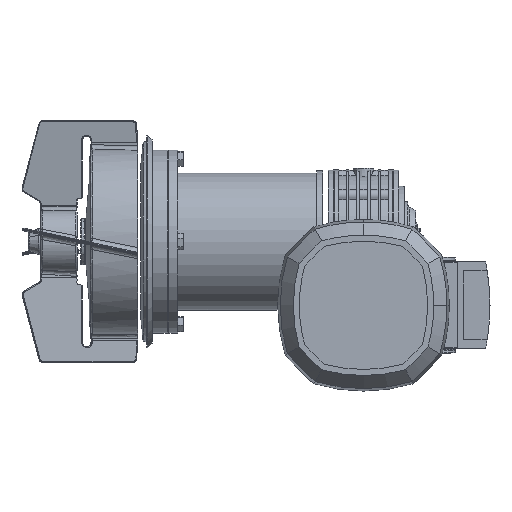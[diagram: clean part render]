
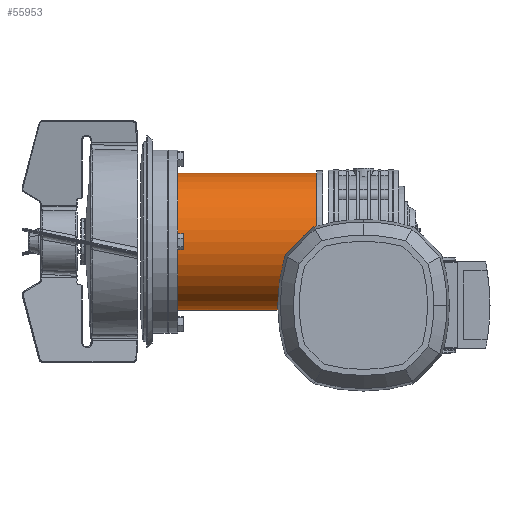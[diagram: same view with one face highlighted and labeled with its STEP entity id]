
A CAD part, left-side view. The second image highlights one B-rep face of the part: STEP entity #55953.
In plain terms, the highlighted cylindrical face has radius 77.5 mm (diameter 155 mm), a partial arc.
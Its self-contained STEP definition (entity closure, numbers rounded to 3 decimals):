
#17747 = DIRECTION ( 'NONE',  ( 0., 1., 0. ) ) ;
#17748 = VECTOR ( 'NONE', #17747, 1000. ) ;
#17749 = CARTESIAN_POINT ( 'NONE',  ( 0., -170., 77.5 ) ) ;
#17750 = LINE ( 'NONE', #17749, #17748 ) ;
#17829 = CARTESIAN_POINT ( 'NONE',  ( -2.561, -112.753, -77.458 ) ) ;
#17830 = CARTESIAN_POINT ( 'NONE',  ( -2.248, -112.439, -77.468 ) ) ;
#17831 = CARTESIAN_POINT ( 'NONE',  ( -2.073, -112.296, -77.472 ) ) ;
#17832 = CARTESIAN_POINT ( 'NONE',  ( -1.703, -112.049, -77.482 ) ) ;
#17833 = CARTESIAN_POINT ( 'NONE',  ( -1.508, -111.945, -77.486 ) ) ;
#17834 = CARTESIAN_POINT ( 'NONE',  ( -1.096, -111.774, -77.493 ) ) ;
#17835 = CARTESIAN_POINT ( 'NONE',  ( -0.88, -111.708, -77.495 ) ) ;
#17836 = CARTESIAN_POINT ( 'NONE',  ( -0.446, -111.622, -77.499 ) ) ;
#17837 = CARTESIAN_POINT ( 'NONE',  ( -0.225, -111.6, -77.5 ) ) ;
#17838 = CARTESIAN_POINT ( 'NONE',  ( 0., -111.6, -77.5 ) ) ;
#17839 = B_SPLINE_CURVE_WITH_KNOTS ( 'NONE', 3,
 ( #17838, #17837, #17836, #17835, #17834, #17833, #17832, #17831, #17830, #17829, #17940, #17939, #17938, #17937, #17936, #17935, #17934, #17933, #17932, #17931, #17930, #17929, #17928, #17927, #17926, #17925, #17924, #17923, #17922, #17921, #17920, #17919, #17918, #17917 ),
 .UNSPECIFIED., .F., .F.,
 ( 4, 2, 2, 2, 2, 2, 2, 2, 2, 2, 2, 2, 2, 2, 2, 2, 4 ),
 ( 0., 0.001, 0.001, 0.002, 0.003, 0.003, 0.004, 0.005, 0.005, 0.006, 0.007, 0.007, 0.008, 0.009, 0.009, 0.01, 0.011 ),
 .UNSPECIFIED. ) ;
#17840 = CARTESIAN_POINT ( 'NONE',  ( 0., -7.5, 77.5 ) ) ;
#17913 = DIRECTION ( 'NONE',  ( 0., 1., 0. ) ) ;
#17914 = VECTOR ( 'NONE', #17913, 1000. ) ;
#17915 = CARTESIAN_POINT ( 'NONE',  ( 0., -170., -77.5 ) ) ;
#17916 = LINE ( 'NONE', #17915, #17914 ) ;
#17917 = CARTESIAN_POINT ( 'NONE',  ( 0., -118.4, -77.5 ) ) ;
#17918 = CARTESIAN_POINT ( 'NONE',  ( -0.222, -118.4, -77.5 ) ) ;
#17919 = CARTESIAN_POINT ( 'NONE',  ( -0.447, -118.378, -77.499 ) ) ;
#17920 = CARTESIAN_POINT ( 'NONE',  ( -0.883, -118.291, -77.495 ) ) ;
#17921 = CARTESIAN_POINT ( 'NONE',  ( -1.095, -118.227, -77.493 ) ) ;
#17922 = CARTESIAN_POINT ( 'NONE',  ( -1.507, -118.056, -77.486 ) ) ;
#17923 = CARTESIAN_POINT ( 'NONE',  ( -1.706, -117.949, -77.481 ) ) ;
#17924 = CARTESIAN_POINT ( 'NONE',  ( -2.074, -117.703, -77.472 ) ) ;
#17925 = CARTESIAN_POINT ( 'NONE',  ( -2.246, -117.562, -77.468 ) ) ;
#17926 = CARTESIAN_POINT ( 'NONE',  ( -2.563, -117.245, -77.458 ) ) ;
#17927 = CARTESIAN_POINT ( 'NONE',  ( -2.704, -117.073, -77.453 ) ) ;
#17928 = CARTESIAN_POINT ( 'NONE',  ( -2.95, -116.705, -77.444 ) ) ;
#17929 = CARTESIAN_POINT ( 'NONE',  ( -3.057, -116.506, -77.44 ) ) ;
#17930 = CARTESIAN_POINT ( 'NONE',  ( -3.227, -116.094, -77.433 ) ) ;
#17931 = CARTESIAN_POINT ( 'NONE',  ( -3.291, -115.882, -77.43 ) ) ;
#17932 = CARTESIAN_POINT ( 'NONE',  ( -3.378, -115.446, -77.426 ) ) ;
#17933 = CARTESIAN_POINT ( 'NONE',  ( -3.4, -115.221, -77.425 ) ) ;
#17934 = CARTESIAN_POINT ( 'NONE',  ( -3.4, -114.777, -77.425 ) ) ;
#17935 = CARTESIAN_POINT ( 'NONE',  ( -3.378, -114.556, -77.426 ) ) ;
#17936 = CARTESIAN_POINT ( 'NONE',  ( -3.291, -114.117, -77.43 ) ) ;
#17937 = CARTESIAN_POINT ( 'NONE',  ( -3.226, -113.903, -77.433 ) ) ;
#17938 = CARTESIAN_POINT ( 'NONE',  ( -3.056, -113.494, -77.44 ) ) ;
#17939 = CARTESIAN_POINT ( 'NONE',  ( -2.951, -113.296, -77.444 ) ) ;
#17940 = CARTESIAN_POINT ( 'NONE',  ( -2.702, -112.924, -77.453 ) ) ;
#18312 = CARTESIAN_POINT ( 'NONE',  ( 0., -7.5, -77.5 ) ) ;
#18313 = DIRECTION ( 'NONE',  ( 1., 0., 0. ) ) ;
#18314 = DIRECTION ( 'NONE',  ( 0., -1., 0. ) ) ;
#18316 = CARTESIAN_POINT ( 'NONE',  ( 0., -7.5, 0. ) ) ;
#18317 = AXIS2_PLACEMENT_3D ( 'NONE', #18316, #18314, #18313 ) ;
#18319 = CIRCLE ( 'NONE', #18317, 77.5 ) ;
#18327 = DIRECTION ( 'NONE',  ( 0., 1., 0. ) ) ;
#18328 = VECTOR ( 'NONE', #18327, 1000. ) ;
#18329 = CARTESIAN_POINT ( 'NONE',  ( 0., -170., -77.5 ) ) ;
#18331 = LINE ( 'NONE', #18329, #18328 ) ;
#43793 = CARTESIAN_POINT ( 'NONE',  ( 0., -118.4, -77.5 ) ) ;
#45169 = CARTESIAN_POINT ( 'NONE',  ( 0., -170., -77.5 ) ) ;
#45264 = CARTESIAN_POINT ( 'NONE',  ( 0., -170., 77.5 ) ) ;
#45636 = DIRECTION ( 'NONE',  ( 0., 0., -1. ) ) ;
#45637 = DIRECTION ( 'NONE',  ( 0., 1., 0. ) ) ;
#45638 = CARTESIAN_POINT ( 'NONE',  ( 0., -170., 0. ) ) ;
#45639 = AXIS2_PLACEMENT_3D ( 'NONE', #45638, #45637, #45636 ) ;
#45640 = CIRCLE ( 'NONE', #45639, 77.5 ) ;
#45642 = CARTESIAN_POINT ( 'NONE',  ( 0., -111.6, -77.5 ) ) ;
#45649 = DIRECTION ( 'NONE',  ( 0., 0., -1. ) ) ;
#45650 = DIRECTION ( 'NONE',  ( 0., 1., 0. ) ) ;
#45754 = CARTESIAN_POINT ( 'NONE',  ( 0., -170., 0. ) ) ;
#45755 = AXIS2_PLACEMENT_3D ( 'NONE', #45754, #45650, #45649 ) ;
#45756 = CYLINDRICAL_SURFACE ( 'NONE', #45755, 77.5 ) ;
#45757 = FACE_OUTER_BOUND ( 'NONE', #55822, .T. ) ;
#55822 = EDGE_LOOP ( 'NONE', ( #55961, #55992, #56086, #56084, #56014, #56016 ) ) ;
#55834 = VERTEX_POINT ( 'NONE', #43793 ) ;
#55879 = VERTEX_POINT ( 'NONE', #45169 ) ;
#55880 = VERTEX_POINT ( 'NONE', #45264 ) ;
#55953 = ADVANCED_FACE ( 'NONE', ( #45757 ), #45756, .T. ) ;
#55960 = VERTEX_POINT ( 'NONE', #45642 ) ;
#55961 = ORIENTED_EDGE ( 'NONE', *, *, #55962, .T. ) ;
#55962 = EDGE_CURVE ( 'NONE', #55879, #55880, #45640, .T. ) ;
#55992 = ORIENTED_EDGE ( 'NONE', *, *, #55993, .T. ) ;
#55993 = EDGE_CURVE ( 'NONE', #55880, #56017, #17750, .T. ) ;
#56014 = ORIENTED_EDGE ( 'NONE', *, *, #56015, .T. ) ;
#56015 = EDGE_CURVE ( 'NONE', #55960, #55834, #17839, .T. ) ;
#56016 = ORIENTED_EDGE ( 'NONE', *, *, #56018, .F. ) ;
#56017 = VERTEX_POINT ( 'NONE', #17840 ) ;
#56018 = EDGE_CURVE ( 'NONE', #55879, #55834, #17916, .T. ) ;
#56082 = EDGE_CURVE ( 'NONE', #55960, #56088, #18331, .T. ) ;
#56084 = ORIENTED_EDGE ( 'NONE', *, *, #56082, .F. ) ;
#56086 = ORIENTED_EDGE ( 'NONE', *, *, #56087, .T. ) ;
#56087 = EDGE_CURVE ( 'NONE', #56017, #56088, #18319, .T. ) ;
#56088 = VERTEX_POINT ( 'NONE', #18312 ) ;
